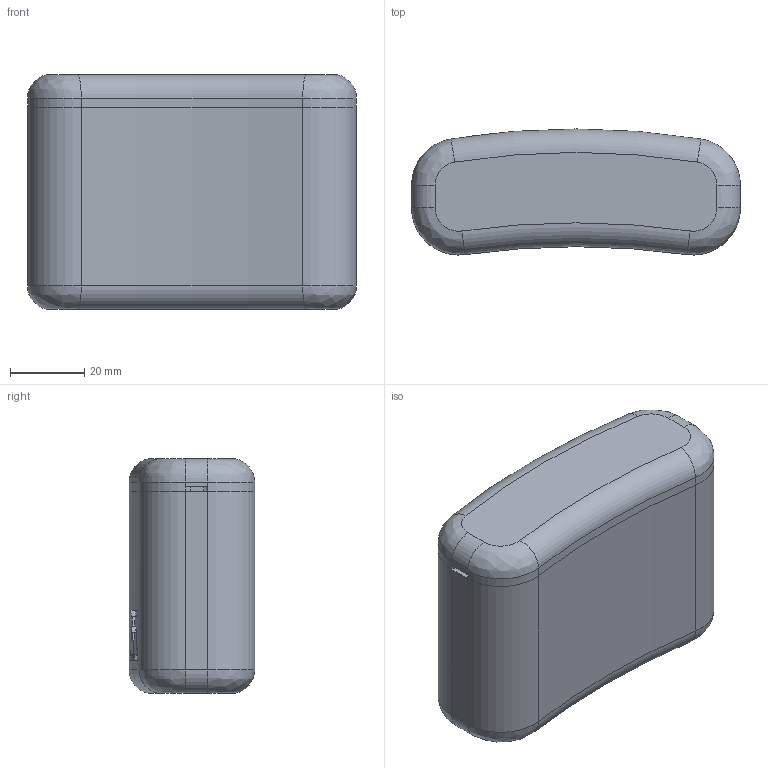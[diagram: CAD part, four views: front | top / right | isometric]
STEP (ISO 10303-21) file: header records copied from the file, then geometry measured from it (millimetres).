
FILE_DESCRIPTION(/* description */ (''),/* implementation_level */ '2;1');
FILE_NAME(/* name */ 'Mohawk Batt v8.step',/* time_stamp */ '2022-01-20T18:20:23-06:00',/* author */ (''),/* organization */ (''),/* preprocessor_version */ 'ST-DEVELOPER v18.1',/* originating_system */ 'Autodesk Translation Framework v10.13.0.1454',/* authorisation */ '');
FILE_SCHEMA (('AUTOMOTIVE_DESIGN { 1 0 10303 214 3 1 1 }'));
Length unit declared in the file: inch
Products named in the file (1): Mohawk Batt
Bounding box: 88.9 x 34 x 63.5 mm (x, y, z)
Volume: 121907.2 mm3; surface area: 38368.7 mm2
Topology: 2 solids, 2 shells, 120 faces, 269 edges, 166 vertices
Faces by surface type: plane 55, cylinder 37, cone 12, bspline 8, torus 8
Full cylindrical faces by diameter (mm): 17.78 x4, 18.415 x4, 19.05 x4
Entity records: 3454 total; most frequent: DIRECTION 657, CARTESIAN_POINT 644, ORIENTED_EDGE 538, AXIS2_PLACEMENT_3D 275, EDGE_CURVE 269, VERTEX_POINT 166, EDGE_LOOP 133, CIRCLE 126
